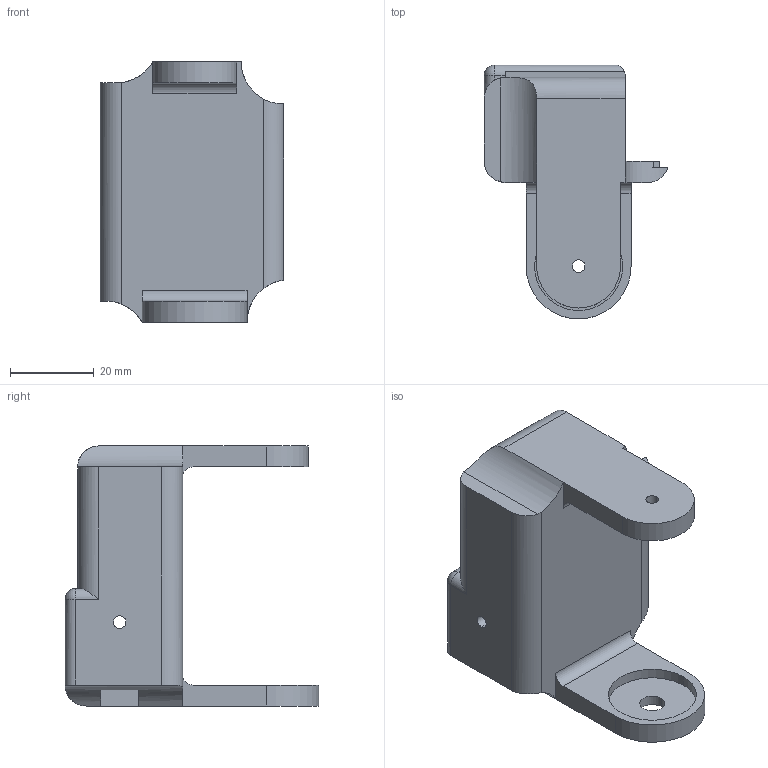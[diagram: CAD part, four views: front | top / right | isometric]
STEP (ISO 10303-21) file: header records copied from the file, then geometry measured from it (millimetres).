
FILE_DESCRIPTION (( 'STEP AP214' ), '1' );
FILE_NAME ('muñeca_flex_exten.STEP', '2020-10-22T04:46:44', ( '' ), ( '' ), 'SwSTEP 2.0', 'SolidWorks 2020', '' );
FILE_SCHEMA (( 'AUTOMOTIVE_DESIGN' ));
Length unit declared in the file: millimetre
Products named in the file (1): muñeca_flex_exten
Bounding box: 43.77 x 60.5 x 62 mm (x, y, z)
Volume: 30544.2 mm3; surface area: 15308.1 mm2
Topology: 1 solids, 1 shells, 68 faces, 186 edges, 119 vertices
Faces by surface type: plane 34, cylinder 31, torus 2, sphere 1
Entity records: 2291 total; most frequent: CARTESIAN_POINT 490, DIRECTION 375, ORIENTED_EDGE 370, EDGE_CURVE 185, AXIS2_PLACEMENT_3D 132, VERTEX_POINT 119, LINE 111, VECTOR 111
